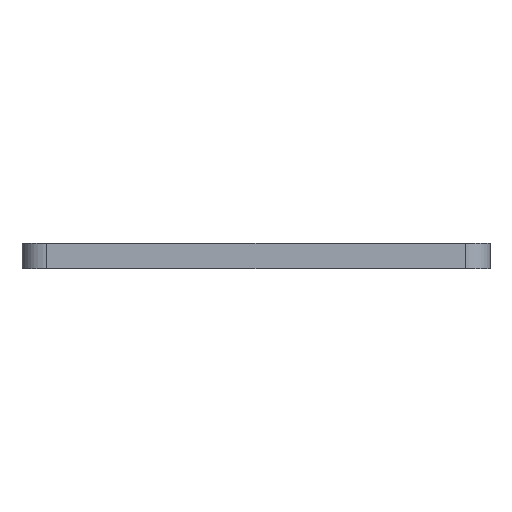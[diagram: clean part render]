
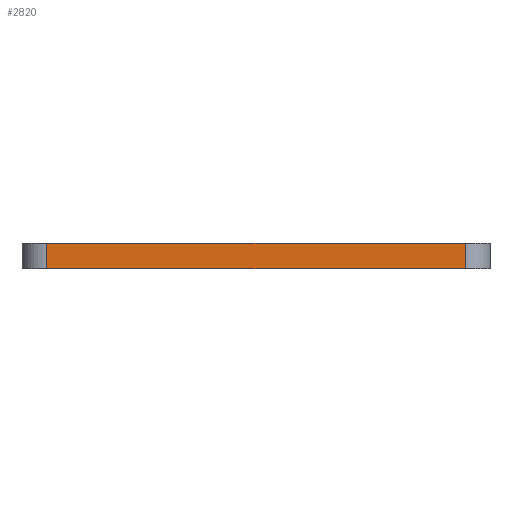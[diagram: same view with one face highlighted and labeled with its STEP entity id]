
A CAD part, left-side view. The second image highlights one B-rep face of the part: STEP entity #2820.
In plain terms, the highlighted planar face has unit normal (-1, 0, 0).
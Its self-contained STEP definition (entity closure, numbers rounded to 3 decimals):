
#48=PLANE('',#3037);
#133=FACE_OUTER_BOUND('',#292,.T.);
#292=EDGE_LOOP('',(#2032,#2033,#2034,#2035));
#464=LINE('',#4131,#773);
#514=LINE('',#4333,#823);
#516=LINE('',#4337,#825);
#517=LINE('',#4338,#826);
#773=VECTOR('',#3280,10.);
#823=VECTOR('',#3434,10.);
#825=VECTOR('',#3438,10.);
#826=VECTOR('',#3439,10.);
#1209=VERTEX_POINT('',#4128);
#1210=VERTEX_POINT('',#4130);
#1310=VERTEX_POINT('',#4331);
#1311=VERTEX_POINT('',#4336);
#1496=EDGE_CURVE('',#1210,#1209,#464,.T.);
#1597=EDGE_CURVE('',#1310,#1209,#514,.T.);
#1599=EDGE_CURVE('',#1311,#1310,#516,.T.);
#1600=EDGE_CURVE('',#1210,#1311,#517,.T.);
#2032=ORIENTED_EDGE('',*,*,#1597,.F.);
#2033=ORIENTED_EDGE('',*,*,#1599,.F.);
#2034=ORIENTED_EDGE('',*,*,#1600,.F.);
#2035=ORIENTED_EDGE('',*,*,#1496,.T.);
#2820=ADVANCED_FACE('',(#133),#48,.T.);
#3037=AXIS2_PLACEMENT_3D('',#4335,#3436,#3437);
#3280=DIRECTION('',(0.,1.,0.));
#3434=DIRECTION('',(0.,0.,1.));
#3436=DIRECTION('center_axis',(-1.,0.,0.));
#3437=DIRECTION('ref_axis',(0.,1.,0.));
#3438=DIRECTION('',(0.,1.,0.));
#3439=DIRECTION('',(0.,0.,-1.));
#4128=CARTESIAN_POINT('',(-100.308,93.148,0.));
#4130=CARTESIAN_POINT('',(-100.308,8.915,0.));
#4131=CARTESIAN_POINT('',(-100.308,3.915,0.));
#4331=CARTESIAN_POINT('',(-100.308,93.148,-5.104));
#4333=CARTESIAN_POINT('',(-100.308,93.148,0.));
#4335=CARTESIAN_POINT('Origin',(-100.308,3.915,0.));
#4336=CARTESIAN_POINT('',(-100.308,8.915,-5.104));
#4337=CARTESIAN_POINT('',(-100.308,27.473,-5.104));
#4338=CARTESIAN_POINT('',(-100.308,8.915,0.));
